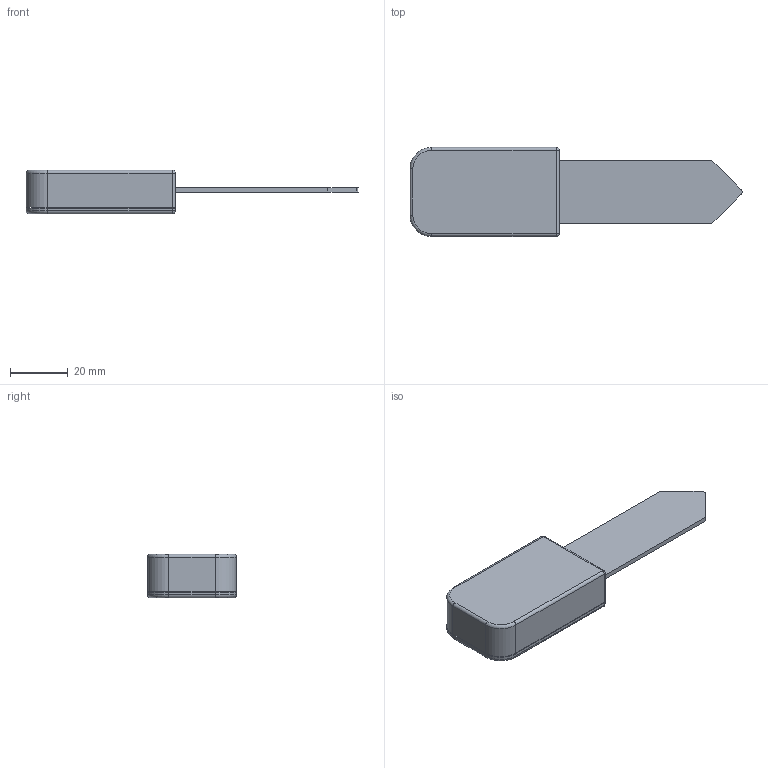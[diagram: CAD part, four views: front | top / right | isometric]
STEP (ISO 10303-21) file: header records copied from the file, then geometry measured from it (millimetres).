
FILE_DESCRIPTION(/* description */ (''),/* implementation_level */ '2;1');
FILE_NAME(/* name */ 'case.step',/* time_stamp */ '2021-04-10T11:52:16+02:00',/* author */ (''),/* organization */ (''),/* preprocessor_version */ 'ST-DEVELOPER v18.1',/* originating_system */ 'Autodesk Translation Framework v9.7.0.1280',/* authorisation */ '');
FILE_SCHEMA (('AUTOMOTIVE_DESIGN { 1 0 10303 214 3 1 1 }'));
Length unit declared in the file: millimetre
Products named in the file (29): b-parasite; b-parasite PCB; R_0402_1005Metric; R_0402_1005Metric_1; R_0402_1005Metric_2; R_0402_1005Metric_3; R_0402_1005Metric_4; R_0402_1005Metric_5; R_0402_1005Metric_6; R_0402_1005Metric_7; SOLID; SOT-23; LED_0603_1608Metric; SOLID (2); C_0402_1005Metric; C_0402_1005Metric_1; C_0402_1005Metric_2; C_0402_1005Metric_3; C_0402_1005Metric_4; SOLID (3); SOT-23_1; SOT-23_2; SOLID (1); C_0805_2012Metric; SOLID (4); D_MiniMELF; SOLID (5); COMPOUND; Case
Assembly tree (41 placements, depth 4):
  b-parasite
    b-parasite PCB
      R_0402_1005Metric
        SOLID
      R_0402_1005Metric_1
        SOLID
      R_0402_1005Metric_2
        SOLID
      R_0402_1005Metric_3
        SOLID
      R_0402_1005Metric_4
        SOLID
      R_0402_1005Metric_5
        SOLID
      R_0402_1005Metric_6
        SOLID
      R_0402_1005Metric_7
        SOLID
      SOT-23
        SOLID (1)
      LED_0603_1608Metric
        SOLID (2)
      C_0402_1005Metric
        SOLID (3)
      C_0402_1005Metric_1
        SOLID (3)
      C_0402_1005Metric_2
        SOLID (3)
      C_0402_1005Metric_3
        SOLID (3)
      C_0402_1005Metric_4
        SOLID (3)
      SOT-23_1
        SOLID (1)
      SOT-23_2
        SOLID (1)
      C_0805_2012Metric
        SOLID (4)
      D_MiniMELF
        SOLID (5)
      COMPOUND
    Case
Bounding box: 114.81 x 30.8 x 15.1 mm (x, y, z)
Volume: 16703.1 mm3; surface area: 17380.1 mm2
Topology: 22 solids, 22 shells, 801 faces, 1988 edges, 1262 vertices
Faces by surface type: plane 577, cylinder 214, torus 6, sphere 4
Full cylindrical faces by diameter (mm): 1.35 x2, 1.4 x3, 2.428 x2, 2.828 x2
Entity records: 11333 total; most frequent: DIRECTION 1894, CARTESIAN_POINT 1839, ORIENTED_EDGE 1728, EDGE_CURVE 864, LINE 684, VECTOR 684, AXIS2_PLACEMENT_3D 605, VERTEX_POINT 550
